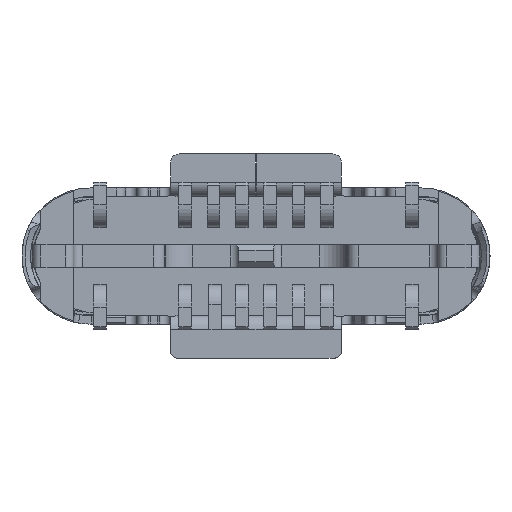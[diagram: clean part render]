
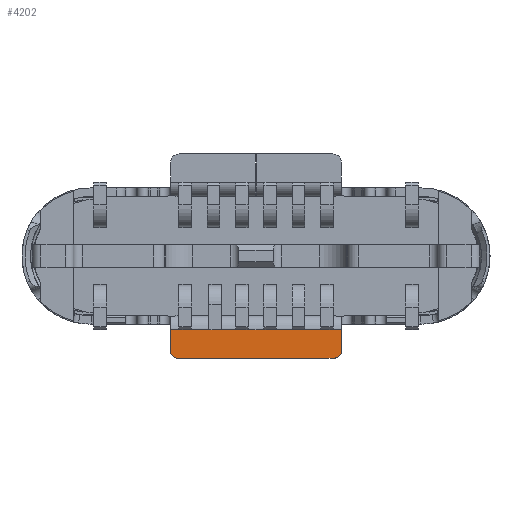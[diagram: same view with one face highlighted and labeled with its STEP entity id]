
A CAD part, front view. The second image highlights one B-rep face of the part: STEP entity #4202.
In plain terms, the highlighted planar face has unit normal (0, -1, 0).
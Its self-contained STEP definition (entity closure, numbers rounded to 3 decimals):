
#2112 = EDGE_LOOP ( 'NONE', ( #21017, #28011, #27652, #23607, #54190, #42824 ) ) ;
#3262 = DIRECTION ( 'NONE',  ( 0., 1., 0. ) ) ;
#3869 = CARTESIAN_POINT ( 'NONE',  ( 5.2, 7.96, -1.74 ) ) ;
#4202 = ADVANCED_FACE ( 'NONE', ( #17171 ), #12873, .F. ) ;
#4547 = CARTESIAN_POINT ( 'NONE',  ( 2.445, 7.96, -1.872 ) ) ;
#5191 = CARTESIAN_POINT ( 'NONE',  ( 5.331, 7.96, -1.74 ) ) ;
#11290 = VECTOR ( 'NONE', #15339, 1000. ) ;
#12347 = VERTEX_POINT ( 'NONE', #40940 ) ;
#12391 = CARTESIAN_POINT ( 'NONE',  ( 2.318, 7.96, -1.886 ) ) ;
#12873 = PLANE ( 'NONE',  #58943 ) ;
#13324 = EDGE_CURVE ( 'NONE', #20689, #46732, #42027, .T. ) ;
#15339 = DIRECTION ( 'NONE',  ( 0., 0., -1. ) ) ;
#16056 = LINE ( 'NONE', #12391, #35732 ) ;
#17171 = FACE_OUTER_BOUND ( 'NONE', #2112, .T. ) ;
#19023 = LINE ( 'NONE', #37954, #11290 ) ;
#19847 = EDGE_CURVE ( 'NONE', #58598, #37767, #34074, .T. ) ;
#20689 = VERTEX_POINT ( 'NONE', #5191 ) ;
#21017 = ORIENTED_EDGE ( 'NONE', *, *, #32833, .T. ) ;
#21094 = DIRECTION ( 'NONE',  ( 0., 1., 0. ) ) ;
#21861 = AXIS2_PLACEMENT_3D ( 'NONE', #3869, #39537, #22308 ) ;
#22308 = DIRECTION ( 'NONE',  ( 0., 0., -1. ) ) ;
#23498 = EDGE_CURVE ( 'NONE', #37767, #12347, #16056, .T. ) ;
#23607 = ORIENTED_EDGE ( 'NONE', *, *, #26010, .F. ) ;
#23915 = DIRECTION ( 'NONE',  ( 0., 0., -1. ) ) ;
#25466 = DIRECTION ( 'NONE',  ( 1., 0., 0. ) ) ;
#26010 = EDGE_CURVE ( 'NONE', #12347, #52959, #47766, .T. ) ;
#26116 = CARTESIAN_POINT ( 'NONE',  ( 5.331, 7.96, -1.372 ) ) ;
#27652 = ORIENTED_EDGE ( 'NONE', *, *, #56516, .F. ) ;
#28011 = ORIENTED_EDGE ( 'NONE', *, *, #13324, .F. ) ;
#31010 = DIRECTION ( 'NONE',  ( 0., 0., 1. ) ) ;
#31975 = CARTESIAN_POINT ( 'NONE',  ( 2.39, 7.96, -1.872 ) ) ;
#32833 = EDGE_CURVE ( 'NONE', #58598, #46732, #54827, .T. ) ;
#34062 = VECTOR ( 'NONE', #50318, 1000. ) ;
#34074 = CIRCLE ( 'NONE', #41760, 0.13 ) ;
#34911 = CARTESIAN_POINT ( 'NONE',  ( 2.445, 7.96, -1.742 ) ) ;
#35139 = CARTESIAN_POINT ( 'NONE',  ( 5.2, 7.96, -1.872 ) ) ;
#35732 = VECTOR ( 'NONE', #43761, 1000. ) ;
#37767 = VERTEX_POINT ( 'NONE', #37867 ) ;
#37867 = CARTESIAN_POINT ( 'NONE',  ( 2.318, 7.96, -1.772 ) ) ;
#37954 = CARTESIAN_POINT ( 'NONE',  ( 5.331, 7.96, -1.886 ) ) ;
#39537 = DIRECTION ( 'NONE',  ( 0., 1., 0. ) ) ;
#40940 = CARTESIAN_POINT ( 'NONE',  ( 2.318, 7.96, -1.372 ) ) ;
#41760 = AXIS2_PLACEMENT_3D ( 'NONE', #34911, #21094, #23915 ) ;
#42027 = CIRCLE ( 'NONE', #21861, 0.131 ) ;
#42824 = ORIENTED_EDGE ( 'NONE', *, *, #19847, .F. ) ;
#43259 = CARTESIAN_POINT ( 'NONE',  ( 5.392, 7.96, -1.372 ) ) ;
#43761 = DIRECTION ( 'NONE',  ( 0., 0., 1. ) ) ;
#46732 = VERTEX_POINT ( 'NONE', #35139 ) ;
#47766 = LINE ( 'NONE', #43259, #57002 ) ;
#50318 = DIRECTION ( 'NONE',  ( 1., 0., 0. ) ) ;
#52959 = VERTEX_POINT ( 'NONE', #26116 ) ;
#54190 = ORIENTED_EDGE ( 'NONE', *, *, #23498, .F. ) ;
#54827 = LINE ( 'NONE', #31975, #34062 ) ;
#56516 = EDGE_CURVE ( 'NONE', #52959, #20689, #19023, .T. ) ;
#57002 = VECTOR ( 'NONE', #25466, 1000. ) ;
#58598 = VERTEX_POINT ( 'NONE', #4547 ) ;
#58938 = CARTESIAN_POINT ( 'NONE',  ( 5.392, 7.96, -1.886 ) ) ;
#58943 = AXIS2_PLACEMENT_3D ( 'NONE', #58938, #3262, #31010 ) ;
